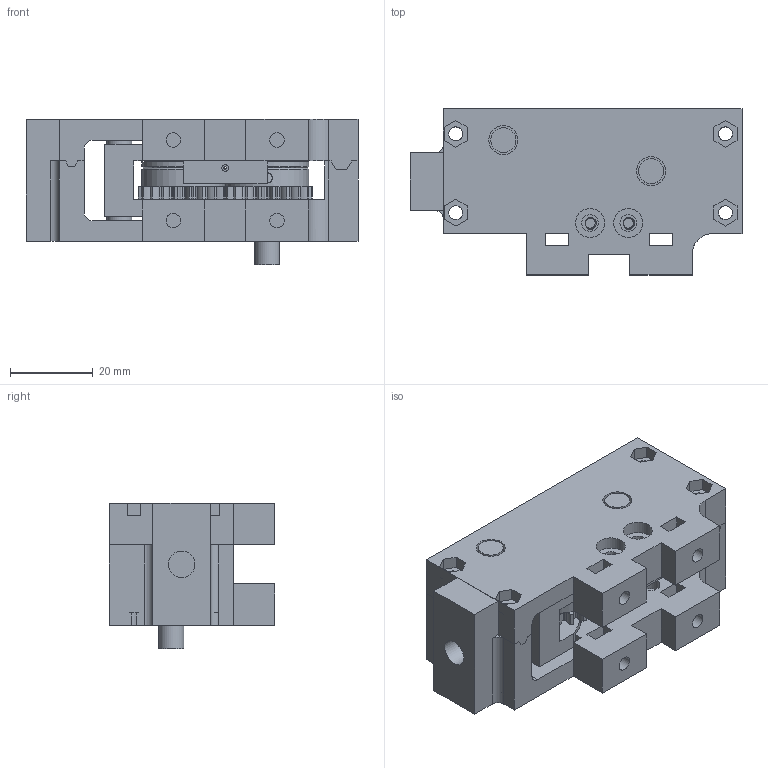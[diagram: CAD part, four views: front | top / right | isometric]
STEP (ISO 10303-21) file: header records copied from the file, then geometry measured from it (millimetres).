
FILE_DESCRIPTION(/* description */ ('STEP AP242','CAx-IF Rec.Pracs.---Representation and Presentation of Product Manufacturing Information (PMI)---4.0---2014-10-13','CAx-IF Rec.Pracs.---3D Tessellated Geometry---0.4---2014-09-14','2;1'),/* implementation_level */ '2;1');
FILE_NAME(/* name */ '66b8dedd73c0dc00877b9e5f',/* time_stamp */ '2024-08-11T15:55:10Z',/* author */ (''),/* organization */ (''),/* preprocessor_version */ 'ST-DEVELOPER v20',/* originating_system */ ' ',/* authorisation */ ' ');
FILE_SCHEMA (('AP242_MANAGED_MODEL_BASED_3D_ENGINEERING_MIM_LF { 1 0 10303 442 1 1 4 }'));
Length unit declared in the file: metre
Products named in the file (11): Part 11; Part 10; Part 9; extruder brace; wire support; extruderbody; tension bracket; Spur gear (20 teeth); driveroller; tensioningrooler
Bounding box: 80.03 x 40 x 35 mm (x, y, z)
Volume: 53797.6 mm3; surface area: 31436.8 mm2
Topology: 11 solids, 11 shells, 517 faces, 1466 edges, 979 vertices
Faces by surface type: cylinder 243, plane 186, bspline 84, cone 4
Full cylindrical faces by diameter (mm): 0.6 x1, 1.6 x1, 2.5 x13, 3.4 x12, 3.5 x4, 4 x2, 5 x4, 6 x8, 6.1 x3, 6.4 x1, 7 x6, 8 x1, 10 x4, 20 x4, 28.4 x1
Entity records: 26126 total; most frequent: CARTESIAN_POINT 12739, ORIENTED_EDGE 2748, DIRECTION 2608, EDGE_CURVE 1374, AXIS2_PLACEMENT_3D 970, VERTEX_POINT 955, EDGE_LOOP 693, FACE_BOUND 693
